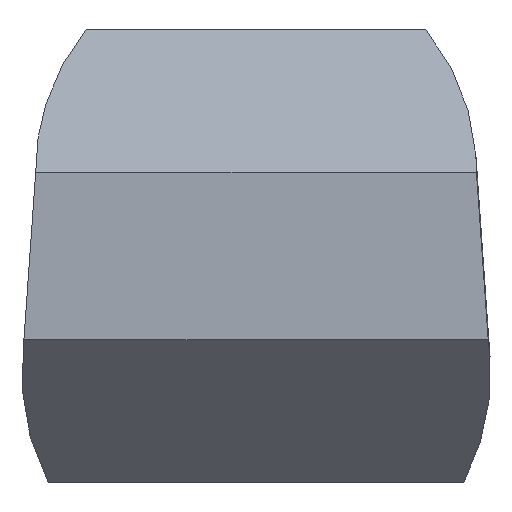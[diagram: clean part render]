
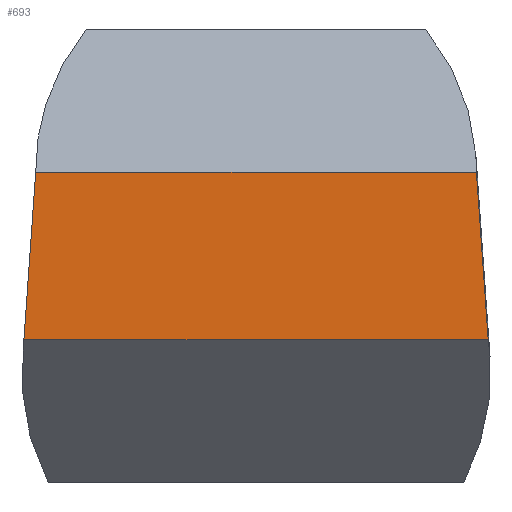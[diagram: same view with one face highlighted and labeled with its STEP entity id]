
A CAD part, front view. The second image highlights one B-rep face of the part: STEP entity #693.
In plain terms, the highlighted planar face has unit normal (0, -1, 0).
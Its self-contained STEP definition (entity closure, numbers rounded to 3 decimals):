
#23 = CARTESIAN_POINT ( 'NONE',  ( -5.306, -0.407, -18.9 ) ) ;
#25 = VECTOR ( 'NONE', #145, 1000. ) ;
#94 = PLANE ( 'NONE',  #804 ) ;
#132 = EDGE_CURVE ( 'NONE', #277, #879, #1028, .T. ) ;
#145 = DIRECTION ( 'NONE',  ( 1., 0., 0. ) ) ;
#179 = CARTESIAN_POINT ( 'NONE',  ( 5.257, -0.407, -18.2 ) ) ;
#243 = ORIENTED_EDGE ( 'NONE', *, *, #132, .T. ) ;
#257 = VERTEX_POINT ( 'NONE', #1647 ) ;
#277 = VERTEX_POINT ( 'NONE', #463 ) ;
#378 = CARTESIAN_POINT ( 'NONE',  ( -5.273, -0.407, -18.433 ) ) ;
#426 = DIRECTION ( 'NONE',  ( 1., 0., 0. ) ) ;
#463 = CARTESIAN_POINT ( 'NONE',  ( -5.537, -0.407, -22.2 ) ) ;
#503 = EDGE_CURVE ( 'NONE', #879, #257, #709, .T. ) ;
#554 = CARTESIAN_POINT ( 'NONE',  ( -5.368, -0.407, -19.778 ) ) ;
#558 = CARTESIAN_POINT ( 'NONE',  ( -5.537, -0.407, -22.2 ) ) ;
#576 = CARTESIAN_POINT ( 'NONE',  ( 5.537, -0.407, -22.2 ) ) ;
#640 = CARTESIAN_POINT ( 'NONE',  ( -5.257, -0.407, -18.2 ) ) ;
#666 = CARTESIAN_POINT ( 'NONE',  ( -5.491, -0.407, -21.539 ) ) ;
#690 = EDGE_LOOP ( 'NONE', ( #1256, #243, #753, #1699 ) ) ;
#693 = ADVANCED_FACE ( 'NONE', ( #1145 ), #94, .F. ) ;
#695 = CARTESIAN_POINT ( 'NONE',  ( 5.445, -0.407, -20.878 ) ) ;
#709 = B_SPLINE_CURVE_WITH_KNOTS ( 'NONE', 3,
 ( #576, #1614, #695, #1627, #1469, #1608, #179 ),
 .UNSPECIFIED., .F., .F.,
 ( 4, 3, 4 ),
 ( 0.008, 0.01, 0.012 ),
 .UNSPECIFIED. ) ;
#745 = DIRECTION ( 'NONE',  ( 0., 0., 1. ) ) ;
#753 = ORIENTED_EDGE ( 'NONE', *, *, #503, .T. ) ;
#804 = AXIS2_PLACEMENT_3D ( 'NONE', #1007, #1409, #745 ) ;
#879 = VERTEX_POINT ( 'NONE', #1117 ) ;
#882 = CARTESIAN_POINT ( 'NONE',  ( -5.257, -0.407, -18.2 ) ) ;
#934 = CARTESIAN_POINT ( 'NONE',  ( -5.445, -0.407, -20.878 ) ) ;
#1007 = CARTESIAN_POINT ( 'NONE',  ( -7.511, -0.407, -18.2 ) ) ;
#1028 = LINE ( 'NONE', #1445, #25 ) ;
#1055 = CARTESIAN_POINT ( 'NONE',  ( -5.337, -0.407, -19.339 ) ) ;
#1117 = CARTESIAN_POINT ( 'NONE',  ( 5.537, -0.407, -22.2 ) ) ;
#1145 = FACE_OUTER_BOUND ( 'NONE', #690, .T. ) ;
#1234 = VERTEX_POINT ( 'NONE', #640 ) ;
#1256 = ORIENTED_EDGE ( 'NONE', *, *, #1267, .T. ) ;
#1267 = EDGE_CURVE ( 'NONE', #1234, #277, #1468, .T. ) ;
#1314 = CARTESIAN_POINT ( 'NONE',  ( -7.511, -0.407, -18.2 ) ) ;
#1319 = CARTESIAN_POINT ( 'NONE',  ( -5.398, -0.407, -20.216 ) ) ;
#1354 = VECTOR ( 'NONE', #426, 1000. ) ;
#1409 = DIRECTION ( 'NONE',  ( 0., 1., 0. ) ) ;
#1441 = EDGE_CURVE ( 'NONE', #1234, #257, #1599, .T. ) ;
#1445 = CARTESIAN_POINT ( 'NONE',  ( -7.511, -0.407, -22.2 ) ) ;
#1459 = CARTESIAN_POINT ( 'NONE',  ( -5.29, -0.407, -18.666 ) ) ;
#1468 = B_SPLINE_CURVE_WITH_KNOTS ( 'NONE', 3,
 ( #882, #378, #1459, #23, #1055, #554, #1319, #934, #666, #558 ),
 .UNSPECIFIED., .F., .F.,
 ( 4, 3, 3, 4 ),
 ( 0.008, 0.009, 0.01, 0.012 ),
 .UNSPECIFIED. ) ;
#1469 = CARTESIAN_POINT ( 'NONE',  ( 5.351, -0.407, -19.544 ) ) ;
#1599 = LINE ( 'NONE', #1314, #1354 ) ;
#1608 = CARTESIAN_POINT ( 'NONE',  ( 5.304, -0.407, -18.872 ) ) ;
#1614 = CARTESIAN_POINT ( 'NONE',  ( 5.491, -0.407, -21.539 ) ) ;
#1627 = CARTESIAN_POINT ( 'NONE',  ( 5.398, -0.407, -20.216 ) ) ;
#1647 = CARTESIAN_POINT ( 'NONE',  ( 5.257, -0.407, -18.2 ) ) ;
#1699 = ORIENTED_EDGE ( 'NONE', *, *, #1441, .F. ) ;
